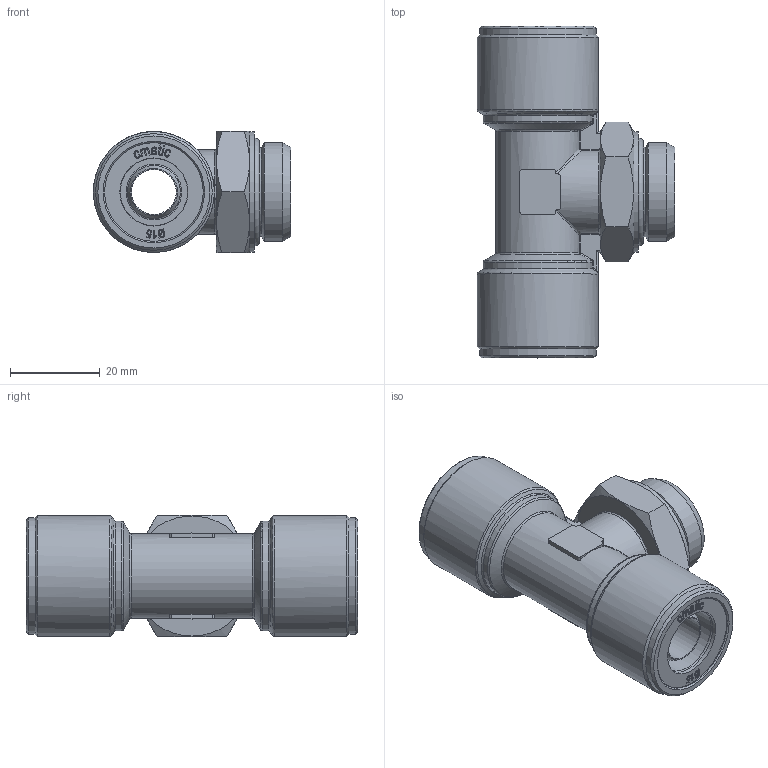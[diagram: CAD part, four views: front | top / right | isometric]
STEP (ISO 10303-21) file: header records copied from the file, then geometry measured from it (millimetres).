
FILE_DESCRIPTION(( 'MAF.21.15.M22X1.5.stp' ), '1');
FILE_NAME( 'MAF.21.15.M22X1.5.stp', '2021-02-19T15:26:33',( 'Sopra'),('sopra-pneumatic.com'), 'SwSTEP 2.0','SolidWorks 2009','' );
FILE_SCHEMA( ( 'CONFIG_CONTROL_DESIGN' ) );
Length unit declared in the file: millimetre
Products named in the file (1): Rivoluzione2
Bounding box: 44 x 74 x 27 mm (x, y, z)
Volume: 29009 mm3; surface area: 16344.8 mm2
Topology: 1 solids, 1 shells, 469 faces, 1226 edges, 795 vertices
Faces by surface type: plane 199, bspline 176, cylinder 61, cone 18, torus 15
Full cylindrical faces by diameter (mm): 10 x2, 11.5 x2, 11.8 x2, 15 x1, 15.18 x4, 19.9 x1, 22 x3, 26 x2, 26.8 x1, 27 x2
Entity records: 21810 total; most frequent: CARTESIAN_POINT 11695, ORIENTED_EDGE 2354, DIRECTION 1522, EDGE_CURVE 1177, VERTEX_POINT 786, LINE 608, VECTOR 608, EDGE_LOOP 548
